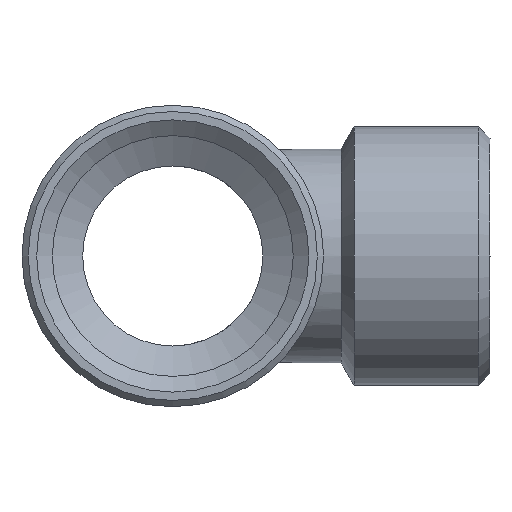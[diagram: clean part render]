
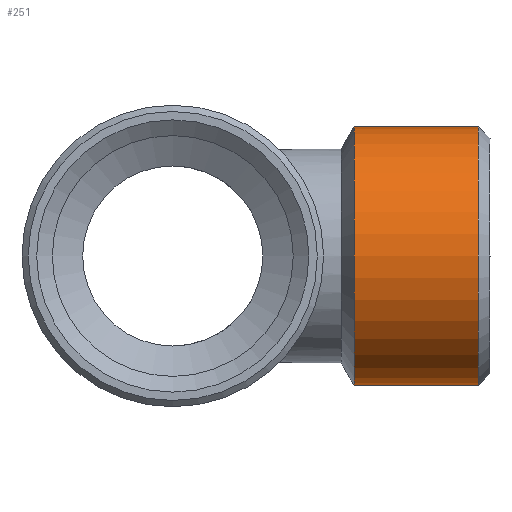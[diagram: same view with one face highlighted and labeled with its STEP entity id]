
A CAD part, left-side view. The second image highlights one B-rep face of the part: STEP entity #251.
In plain terms, the highlighted cylindrical face has radius 16.525 mm (diameter 33.05 mm), a full revolution.
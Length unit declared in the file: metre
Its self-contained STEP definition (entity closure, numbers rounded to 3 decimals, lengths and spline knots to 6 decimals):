
#251 = ADVANCED_FACE( 'NONE', ( #549, #550 ), #551, .T. );
#549 = FACE_OUTER_BOUND( '', #1082, .T. );
#550 = FACE_OUTER_BOUND( '', #1083, .T. );
#551 = CYLINDRICAL_SURFACE( '', #1084, 0.016525 );
#1082 = EDGE_LOOP( '', ( #1907 ) );
#1083 = EDGE_LOOP( '', ( #1908 ) );
#1084 = AXIS2_PLACEMENT_3D( '', #1909, #1910, #1911 );
#1907 = ORIENTED_EDGE( '', *, *, #2304, .F. );
#1908 = ORIENTED_EDGE( '', *, *, #2369, .T. );
#1909 = CARTESIAN_POINT( '', ( 0., -0.304, 0. ) );
#1910 = DIRECTION( '', ( 0., 1., 0. ) );
#1911 = DIRECTION( '', ( 0., 0., -1. ) );
#2304 = EDGE_CURVE( 'NONE', #2687, #2687, #2688, .T. );
#2369 = EDGE_CURVE( 'NONE', #2783, #2783, #2784, .T. );
#2687 = VERTEX_POINT( '', #3324 );
#2688 = CIRCLE( '', #3325, 0.016525 );
#2783 = VERTEX_POINT( '', #3561 );
#2784 = CIRCLE( '', #3562, 0.016525 );
#3324 = CARTESIAN_POINT( '', ( 0., -0.039, 0.016525 ) );
#3325 = AXIS2_PLACEMENT_3D( '', #4108, #4109, #4110 );
#3561 = CARTESIAN_POINT( '', ( 0., -0.02316, -0.016525 ) );
#3562 = AXIS2_PLACEMENT_3D( '', #4184, #4185, #4186 );
#4108 = CARTESIAN_POINT( '', ( 0., -0.039, 0. ) );
#4109 = DIRECTION( '', ( 0., -1., 0. ) );
#4110 = DIRECTION( '', ( 0., 0., 1. ) );
#4184 = CARTESIAN_POINT( '', ( 0., -0.02316, 0. ) );
#4185 = DIRECTION( '', ( 0., -1., 0. ) );
#4186 = DIRECTION( '', ( 0., 0., -1. ) );
